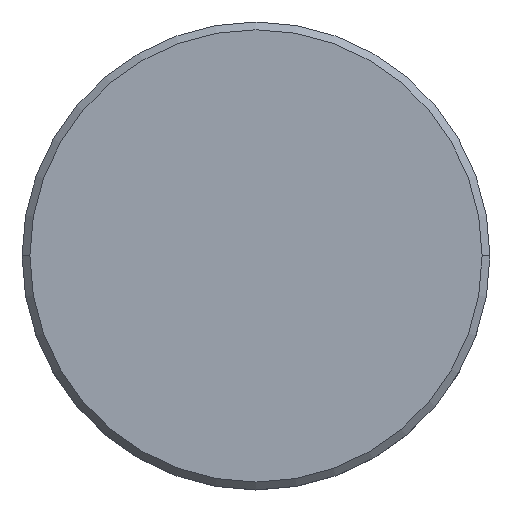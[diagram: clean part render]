
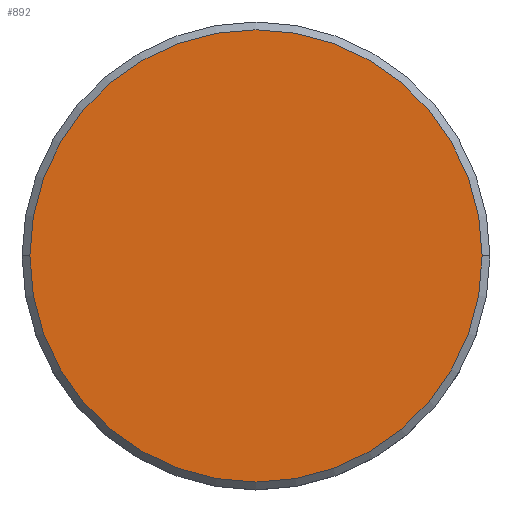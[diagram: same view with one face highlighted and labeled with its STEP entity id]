
A CAD part, top view. The second image highlights one B-rep face of the part: STEP entity #892.
In plain terms, the highlighted planar face has unit normal (0, 0, 1).
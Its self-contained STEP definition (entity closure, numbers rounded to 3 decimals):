
#55 = EDGE_CURVE ( 'NONE', #482, #520, #805, .T. ) ;
#66 = CIRCLE ( 'NONE', #947, 14.5 ) ;
#111 = CARTESIAN_POINT ( 'NONE',  ( 14.5, 0., 0. ) ) ;
#147 = CARTESIAN_POINT ( 'NONE',  ( 0., 0., 0. ) ) ;
#259 = DIRECTION ( 'NONE',  ( 1., 0., 0. ) ) ;
#273 = ORIENTED_EDGE ( 'NONE', *, *, #851, .T. ) ;
#323 = AXIS2_PLACEMENT_3D ( 'NONE', #147, #975, #825 ) ;
#331 = DIRECTION ( 'NONE',  ( 0., 0., 1. ) ) ;
#482 = VERTEX_POINT ( 'NONE', #1063 ) ;
#496 = CARTESIAN_POINT ( 'NONE',  ( 0., 0., 0. ) ) ;
#513 = PLANE ( 'NONE',  #807 ) ;
#520 = VERTEX_POINT ( 'NONE', #111 ) ;
#677 = DIRECTION ( 'NONE',  ( 1., 0., 0. ) ) ;
#681 = FACE_OUTER_BOUND ( 'NONE', #839, .T. ) ;
#768 = DIRECTION ( 'NONE',  ( 0., 0., 1. ) ) ;
#805 = CIRCLE ( 'NONE', #323, 14.5 ) ;
#807 = AXIS2_PLACEMENT_3D ( 'NONE', #1066, #768, #677 ) ;
#825 = DIRECTION ( 'NONE',  ( 1., 0., 0. ) ) ;
#839 = EDGE_LOOP ( 'NONE', ( #1018, #273 ) ) ;
#851 = EDGE_CURVE ( 'NONE', #520, #482, #66, .T. ) ;
#892 = ADVANCED_FACE ( 'NONE', ( #681 ), #513, .T. ) ;
#947 = AXIS2_PLACEMENT_3D ( 'NONE', #496, #331, #259 ) ;
#975 = DIRECTION ( 'NONE',  ( 0., 0., 1. ) ) ;
#1018 = ORIENTED_EDGE ( 'NONE', *, *, #55, .T. ) ;
#1063 = CARTESIAN_POINT ( 'NONE',  ( -14.5, 0., 0. ) ) ;
#1066 = CARTESIAN_POINT ( 'NONE',  ( 0., 0., 0. ) ) ;
